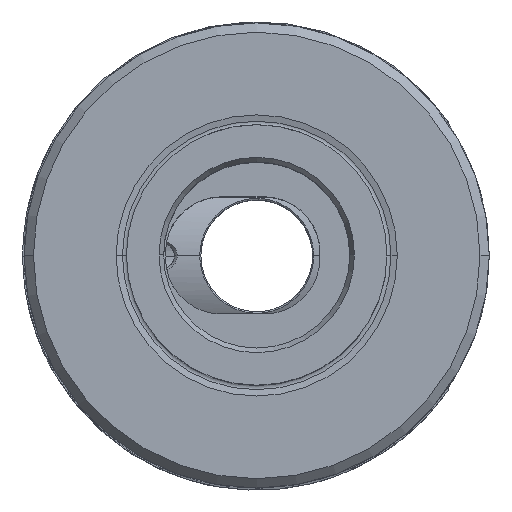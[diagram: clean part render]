
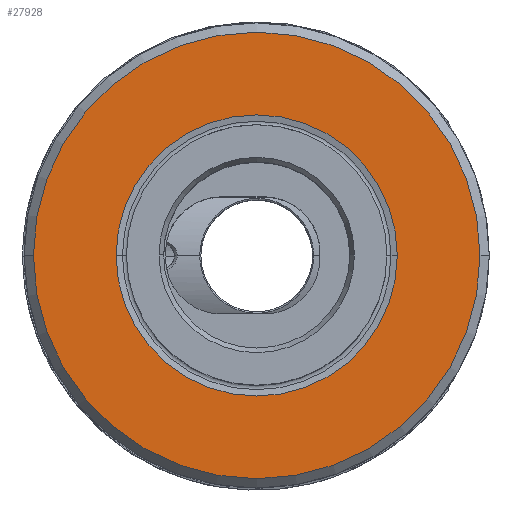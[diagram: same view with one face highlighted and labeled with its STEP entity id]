
A CAD part, top view. The second image highlights one B-rep face of the part: STEP entity #27928.
In plain terms, the highlighted planar face has unit normal (0, 0, 1).
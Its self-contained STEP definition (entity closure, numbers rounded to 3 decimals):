
#13330=EDGE_CURVE('NONE',#27328,#23398,#39334,.T.);
#17962=EDGE_CURVE('NONE',#33738,#19292,#44452,.T.);
#19292=VERTEX_POINT('NONE',#45927);
#21554=EDGE_CURVE('NONE',#23398,#27328,#48459,.T.);
#23398=VERTEX_POINT('NONE',#50474);
#27328=VERTEX_POINT('NONE',#54858);
#27928=ADVANCED_FACE('NONE',(#55517,#55518),#55519,.F.);
#30426=EDGE_CURVE('NONE',#19292,#33738,#58296,.T.);
#33738=VERTEX_POINT('NONE',#61969);
#39334=CIRCLE('',#68281,15.112);
#44452=CIRCLE('',#78570,24.0);
#45927=CARTESIAN_POINT('',(24.0,0.,0.));
#48459=CIRCLE('',#86809,15.112);
#50474=CARTESIAN_POINT('',(-15.112,0.,0.));
#54858=CARTESIAN_POINT('',(15.112,0.,0.));
#55517=FACE_OUTER_BOUND('',#106693,.T.);
#55518=FACE_BOUND('',#106694,.T.);
#55519=PLANE('',#106695);
#58296=CIRCLE('',#116216,24.0);
#61969=CARTESIAN_POINT('',(-24.0,0.,0.));
#68281=AXIS2_PLACEMENT_3D('',#137484,#137485,#137486);
#78570=AXIS2_PLACEMENT_3D('',#143060,#143061,#143062);
#86809=AXIS2_PLACEMENT_3D('',#147713,#147714,#147715);
#106693=EDGE_LOOP('',(#155425,#155426));
#106694=EDGE_LOOP('',(#155427,#155428));
#106695=AXIS2_PLACEMENT_3D('',#155429,#155430,#155431);
#116216=AXIS2_PLACEMENT_3D('',#158461,#158462,#158463);
#137484=CARTESIAN_POINT('',(0.0,0.0,0.));
#137485=DIRECTION('',(0.0,-0.0,1.0));
#137486=DIRECTION('',(1.0,0.,0.0));
#143060=CARTESIAN_POINT('',(0.0,0.0,0.));
#143061=DIRECTION('',(0.0,-0.0,1.0));
#143062=DIRECTION('',(1.0,0.,0.0));
#147713=CARTESIAN_POINT('',(0.0,0.0,0.));
#147714=DIRECTION('',(0.0,-0.0,1.0));
#147715=DIRECTION('',(1.0,0.,0.0));
#155425=ORIENTED_EDGE('',*,*,#17962,.T.);
#155426=ORIENTED_EDGE('',*,*,#30426,.T.);
#155427=ORIENTED_EDGE('',*,*,#13330,.F.);
#155428=ORIENTED_EDGE('',*,*,#21554,.F.);
#155429=CARTESIAN_POINT('',(0.,25.0,0.));
#155430=DIRECTION('',(0.0,0.0,-1.0));
#155431=DIRECTION('',(0.0,1.0,0.0));
#158461=CARTESIAN_POINT('',(0.0,0.0,0.));
#158462=DIRECTION('',(0.0,-0.0,1.0));
#158463=DIRECTION('',(1.0,0.,0.0));
